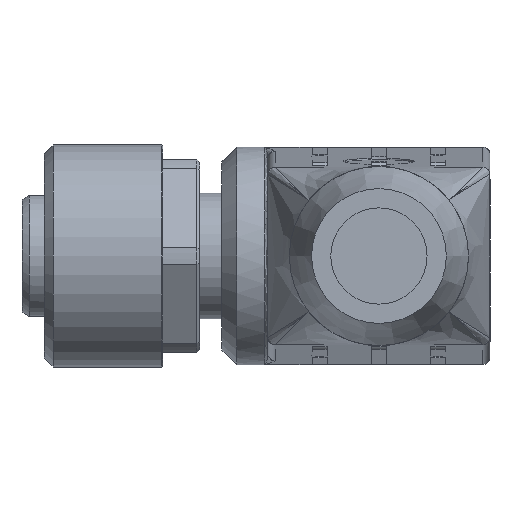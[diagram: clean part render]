
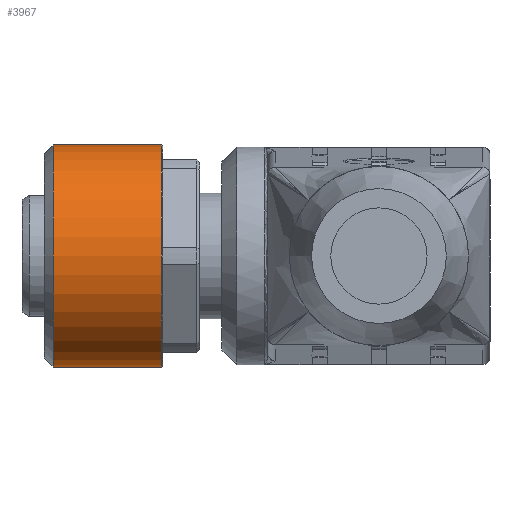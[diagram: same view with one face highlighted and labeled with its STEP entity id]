
A CAD part, left-side view. The second image highlights one B-rep face of the part: STEP entity #3967.
In plain terms, the highlighted cylindrical face has radius 7.5 mm (diameter 15 mm), a full revolution.
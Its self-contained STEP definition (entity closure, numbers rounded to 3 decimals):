
#3673=CARTESIAN_POINT('',(336.244,25.98,2.434));
#3674=VERTEX_POINT('',#3673);
#3675=CARTESIAN_POINT('',(328.744,25.98,2.434));
#3676=DIRECTION('',(0.0,1.0,0.0));
#3677=DIRECTION('',(-1.0,0.0,0.0));
#3678=AXIS2_PLACEMENT_3D('',#3675,#3676,#3677);
#3679=CIRCLE('',#3678,7.5);
#3680=EDGE_CURVE('',#3674,#3674,#3679,.T.);
#3948=CARTESIAN_POINT('',(328.744,28.33,2.434));
#3949=DIRECTION('',(0.0,1.0,0.0));
#3950=DIRECTION('',(-1.0,0.0,0.0));
#3951=AXIS2_PLACEMENT_3D('',#3948,#3949,#3950);
#3952=CYLINDRICAL_SURFACE('',#3951,7.5);
#3953=ORIENTED_EDGE('',*,*,#3680,.T.);
#3954=EDGE_LOOP('',(#3953));
#3955=FACE_OUTER_BOUND('',#3954,.T.);
#3956=CARTESIAN_POINT('',(321.244,33.28,2.434));
#3957=VERTEX_POINT('',#3956);
#3958=CARTESIAN_POINT('',(328.744,33.28,2.434));
#3959=DIRECTION('',(0.0,1.0,0.0));
#3960=DIRECTION('',(-1.0,0.0,0.0));
#3961=AXIS2_PLACEMENT_3D('',#3958,#3959,#3960);
#3962=CIRCLE('',#3961,7.5);
#3963=EDGE_CURVE('',#3957,#3957,#3962,.T.);
#3964=ORIENTED_EDGE('',*,*,#3963,.F.);
#3965=EDGE_LOOP('',(#3964));
#3966=FACE_BOUND('',#3965,.T.);
#3967=ADVANCED_FACE('',(#3955,#3966),#3952,.T.);
